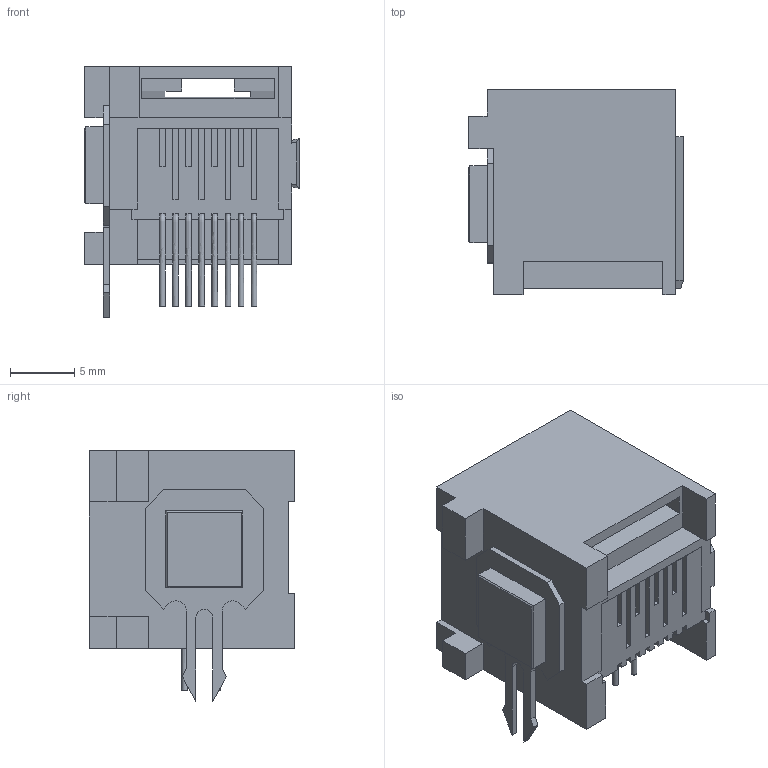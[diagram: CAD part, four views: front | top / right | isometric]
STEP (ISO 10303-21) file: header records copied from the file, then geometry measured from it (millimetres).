
FILE_DESCRIPTION(/* description */ ('Unknown'),/* implementation_level */ '2;1');
FILE_NAME(/* name */ 'J_Wurth_WR-MJ_615008149521R',/* time_stamp */ '2025-07-01T15:34:47+08:00',/* author */ ('Unknown'),/* organization */ ('Unknown'),/* preprocessor_version */ 'ST-DEVELOPER v19.4',/* originating_system */ 'Solid Edge',/* authorisation */ 'Unknown');
FILE_SCHEMA (('AUTOMOTIVE_DESIGN {1 0 10303 214 3 1 1}'));
Length unit declared in the file: millimetre
Products named in the file (2): J_Wurth_WR-MJ_615008149521R
Assembly tree (1 placements, depth 2):
  J_Wurth_WR-MJ_615008149521R
    J_Wurth_WR-MJ_615008149521R
Bounding box: 16.74 x 16 x 19.54 mm (x, y, z)
Volume: 1879.5 mm3; surface area: 3592.8 mm2
Topology: 11 solids, 11 shells, 383 faces, 1119 edges, 742 vertices
Faces by surface type: plane 337, cylinder 38, bspline 8
Entity records: 19836 total; most frequent: CARTESIAN_POINT 9510, ORIENTED_EDGE 2222, DIRECTION 1959, EDGE_CURVE 1111, LINE 1017, VECTOR 1017, VERTEX_POINT 742, AXIS2_PLACEMENT_3D 471
